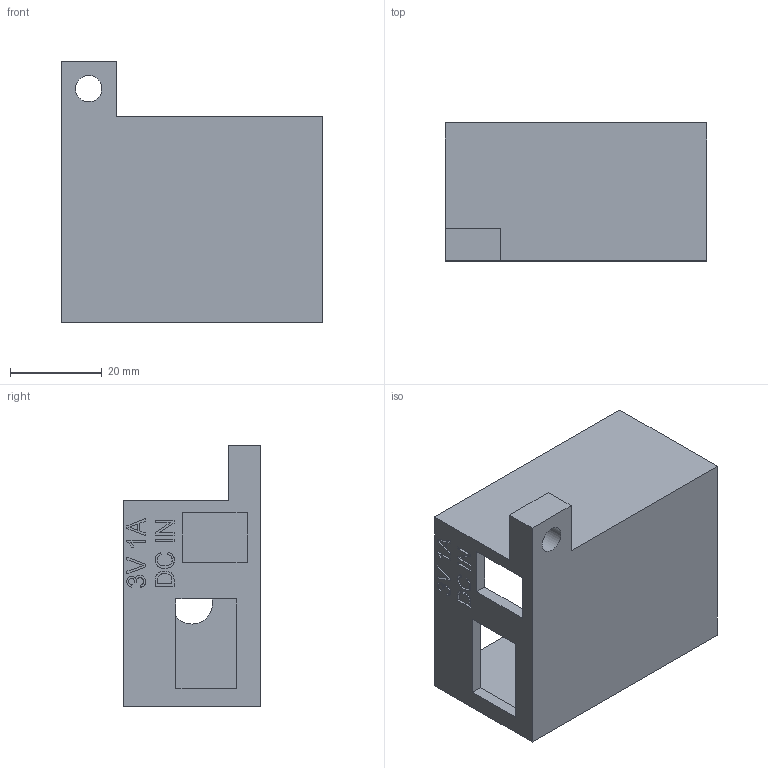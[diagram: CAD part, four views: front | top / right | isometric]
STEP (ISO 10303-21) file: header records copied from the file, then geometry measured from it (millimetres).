
FILE_DESCRIPTION(/* description */ ('','CAx-IF Rec.Pracs.---Representation and Presentation of Product Manufacturing Information (PMI)---4.0---2014-10-13'),/* implementation_level */ '2;1');
FILE_NAME(/* name */ '3W_LED_Enclosure_Base.step',/* time_stamp */ '2025-01-29T12:27:52-05:00',/* author */ (''),/* organization */ (''),/* preprocessor_version */ 'ST-DEVELOPER v20',/* originating_system */ 'Autodesk Translation Framework v13.20.0.188',/* authorisation */ '');
FILE_SCHEMA (('AP242_MANAGED_MODEL_BASED_3D_ENGINEERING_MIM_LF { 1 0 10303 442 1 1 4 }'));
Length unit declared in the file: millimetre
Products named in the file (1): 3W_LED_Enclosure
Bounding box: 57 x 30 x 57 mm (x, y, z)
Volume: 20239.9 mm3; surface area: 16417.9 mm2
Topology: 1 solids, 1 shells, 254 faces, 696 edges, 464 vertices
Faces by surface type: plane 133, bspline 118, cylinder 3
Full cylindrical faces by diameter (mm): 5.75 x1, 7.718 x1, 8.925 x1
Entity records: 9119 total; most frequent: CARTESIAN_POINT 3421, ORIENTED_EDGE 1392, DIRECTION 740, EDGE_CURVE 696, VERTEX_POINT 464, LINE 454, VECTOR 454, EDGE_LOOP 284
